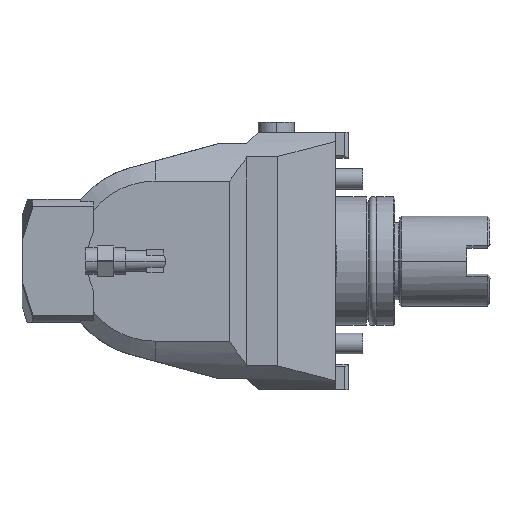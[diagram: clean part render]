
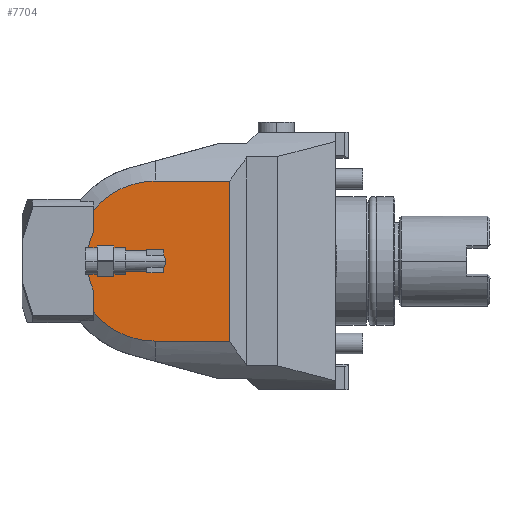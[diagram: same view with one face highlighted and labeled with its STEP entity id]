
A CAD part, front view. The second image highlights one B-rep face of the part: STEP entity #7704.
In plain terms, the highlighted planar face has unit normal (0, -1, 0).
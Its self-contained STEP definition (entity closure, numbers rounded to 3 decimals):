
#491=CARTESIAN_POINT('',(-70.,-52.5,0.));
#492=DIRECTION('',(0.,-1.,0.));
#493=DIRECTION('',(0.,0.,1.));
#494=AXIS2_PLACEMENT_3D('',#491,#492,#493);
#501=DIRECTION('',(0.,0.,1.));
#502=VECTOR('',#501,8.481);
#503=CARTESIAN_POINT('',(-94.,-52.5,-19.717));
#504=LINE('',#503,#502);
#505=CARTESIAN_POINT('',(-70.,-52.5,0.));
#506=DIRECTION('',(0.,-1.,0.));
#507=DIRECTION('',(-0.906,0.,0.424));
#508=AXIS2_PLACEMENT_3D('',#505,#506,#507);
#510=DIRECTION('',(0.,0.,1.));
#511=VECTOR('',#510,8.481);
#512=CARTESIAN_POINT('',(-94.,-52.5,11.236));
#513=LINE('',#512,#511);
#514=DIRECTION('',(1.,0.,0.));
#515=VECTOR('',#514,29.);
#516=CARTESIAN_POINT('',(-70.,-52.5,31.06));
#517=LINE('',#516,#515);
#518=DIRECTION('',(0.,0.,-1.));
#519=VECTOR('',#518,62.121);
#520=CARTESIAN_POINT('',(-41.,-52.5,31.06));
#521=LINE('',#520,#519);
#522=DIRECTION('',(1.,0.,0.));
#523=VECTOR('',#522,29.);
#524=CARTESIAN_POINT('',(-70.,-52.5,-31.06));
#525=LINE('',#524,#523);
#526=CARTESIAN_POINT('',(-70.,-52.5,0.));
#527=DIRECTION('',(0.,1.,0.));
#528=DIRECTION('',(-1.,0.,0.));
#529=AXIS2_PLACEMENT_3D('',#526,#527,#528);
#531=CARTESIAN_POINT('',(-70.,-52.5,0.));
#532=DIRECTION('',(0.,1.,0.));
#533=DIRECTION('',(1.,0.,0.));
#534=AXIS2_PLACEMENT_3D('',#531,#532,#533);
#563=CARTESIAN_POINT('',(-70.,-52.5,0.));
#564=DIRECTION('',(0.,-1.,0.));
#565=DIRECTION('',(-0.773,0.,-0.635));
#566=AXIS2_PLACEMENT_3D('',#563,#564,#565);
#6356=CARTESIAN_POINT('',(-41.,-52.5,31.06));
#6357=CARTESIAN_POINT('',(-41.,-52.5,-31.06));
#6358=VERTEX_POINT('',#6356);
#6359=VERTEX_POINT('',#6357);
#6364=CARTESIAN_POINT('',(-70.,-52.5,31.06));
#6365=VERTEX_POINT('',#6364);
#6366=CARTESIAN_POINT('',(-70.,-52.5,-31.06));
#6367=VERTEX_POINT('',#6366);
#6987=CARTESIAN_POINT('',(-74.,-52.5,0.));
#6988=CARTESIAN_POINT('',(-66.,-52.5,0.));
#6989=VERTEX_POINT('',#6987);
#6990=VERTEX_POINT('',#6988);
#7015=CARTESIAN_POINT('',(-94.,-52.5,-19.717));
#7016=CARTESIAN_POINT('',(-94.,-52.5,-11.236));
#7017=VERTEX_POINT('',#7015);
#7018=VERTEX_POINT('',#7016);
#7019=CARTESIAN_POINT('',(-94.,-52.5,11.236));
#7020=CARTESIAN_POINT('',(-94.,-52.5,19.717));
#7021=VERTEX_POINT('',#7019);
#7022=VERTEX_POINT('',#7020);
#7678=CARTESIAN_POINT('',(-130.,-52.5,45.5));
#7679=DIRECTION('',(0.,-1.,0.));
#7680=DIRECTION('',(0.,0.,-1.));
#7681=AXIS2_PLACEMENT_3D('',#7678,#7679,#7680);
#7682=PLANE('',#7681);
#7684=ORIENTED_EDGE('',*,*,#7683,.T.);
#7686=ORIENTED_EDGE('',*,*,#7685,.F.);
#7688=ORIENTED_EDGE('',*,*,#7687,.T.);
#7689=ORIENTED_EDGE('',*,*,#7671,.F.);
#7690=ORIENTED_EDGE('',*,*,#7212,.T.);
#7692=ORIENTED_EDGE('',*,*,#7691,.T.);
#7693=ORIENTED_EDGE('',*,*,#7273,.F.);
#7695=ORIENTED_EDGE('',*,*,#7694,.F.);
#7696=EDGE_LOOP('',(#7684,#7686,#7688,#7689,#7690,#7692,#7693,#7695));
#7697=FACE_OUTER_BOUND('',#7696,.F.);
#7699=ORIENTED_EDGE('',*,*,#7698,.F.);
#7701=ORIENTED_EDGE('',*,*,#7700,.F.);
#7702=EDGE_LOOP('',(#7699,#7701));
#7703=FACE_BOUND('',#7702,.F.);
#7704=ADVANCED_FACE('',(#7697,#7703),#7682,.T.);
#495=CIRCLE('',#494,31.06);
#509=CIRCLE('',#508,26.5);
#530=CIRCLE('',#529,4.);
#535=CIRCLE('',#534,4.);
#567=CIRCLE('',#566,31.06);
#7212=EDGE_CURVE('',#6365,#6358,#517,.T.);
#7273=EDGE_CURVE('',#6367,#6359,#525,.T.);
#7671=EDGE_CURVE('',#6365,#7022,#495,.T.);
#7683=EDGE_CURVE('',#7017,#7018,#504,.T.);
#7685=EDGE_CURVE('',#7021,#7018,#509,.T.);
#7687=EDGE_CURVE('',#7021,#7022,#513,.T.);
#7691=EDGE_CURVE('',#6358,#6359,#521,.T.);
#7694=EDGE_CURVE('',#7017,#6367,#567,.T.);
#7698=EDGE_CURVE('',#6989,#6990,#530,.T.);
#7700=EDGE_CURVE('',#6990,#6989,#535,.T.);
